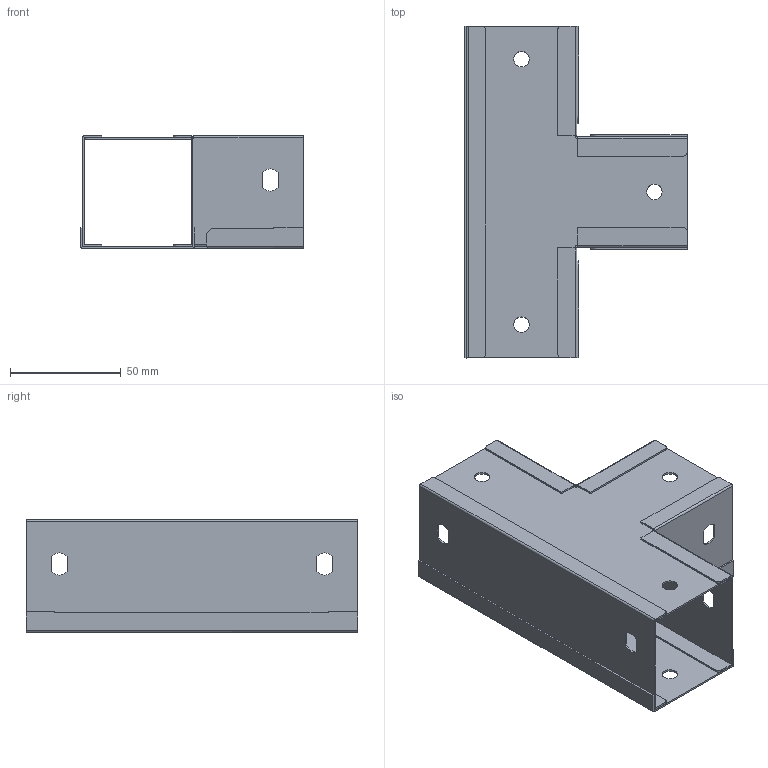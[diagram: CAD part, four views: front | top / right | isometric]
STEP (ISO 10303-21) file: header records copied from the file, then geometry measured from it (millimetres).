
FILE_DESCRIPTION (( 'STEP AP203' ), '1' );
FILE_NAME ('Îòâåòâèòåëü ãîðèçîíòàëüíûé Ò-îáðàçíûé_39003.STEP', '2012-11-12T08:01:34', ( 'Àñååâ' ), ( '' ), 'SwSTEP 2.0', 'SolidWorks 2012', '' );
FILE_SCHEMA (( 'CONFIG_CONTROL_DESIGN' ));
Length unit declared in the file: millimetre
Products named in the file (6): Îòâåòâèòåëü ãîðèçîíòàëüíûé Ò-îáðàçíûé_39003; DPT05AM; GB05AM; GC05AM; GA05AM; GZ05AM
Assembly tree (6 placements, depth 3):
  Îòâåòâèòåëü ãîðèçîíòàëüíûé Ò-îáðàçíûé_39003
    GZ05AM
    DPT05AM
      GA05AM
      GC05AM  x2
      GB05AM
Bounding box: 100.8 x 150 x 50.8 mm (x, y, z)
Volume: 36002.8 mm3; surface area: 92046 mm2
Topology: 5 solids, 5 shells, 286 faces, 692 edges, 416 vertices
Faces by surface type: plane 164, cylinder 106, bspline 16
Full cylindrical faces by diameter (mm): 7 x6
Entity records: 7142 total; most frequent: CARTESIAN_POINT 1320, DIRECTION 1070, ORIENTED_EDGE 1068, EDGE_CURVE 534, AXIS2_PLACEMENT_3D 362, VECTOR 346, LINE 346, VERTEX_POINT 328
